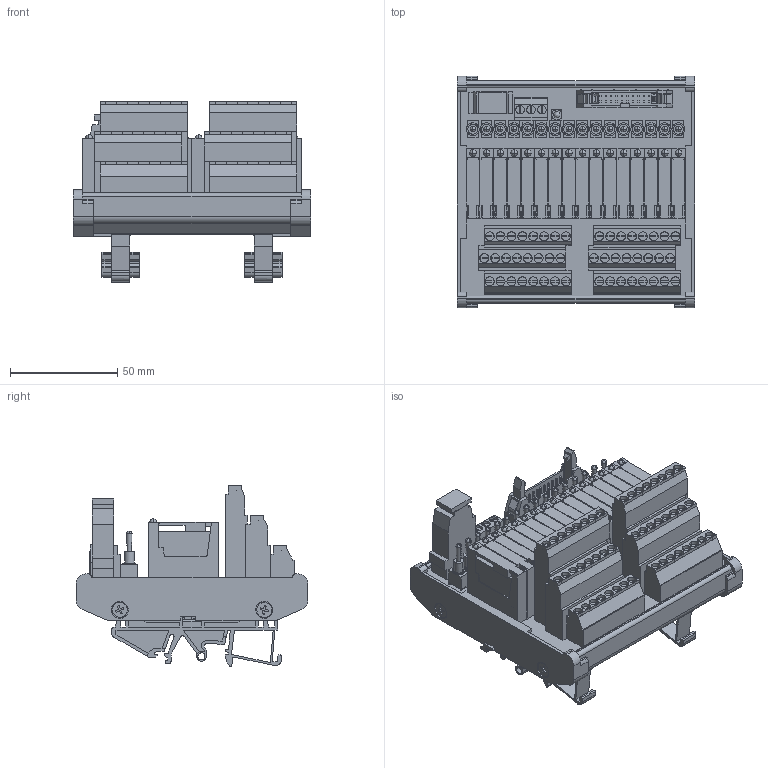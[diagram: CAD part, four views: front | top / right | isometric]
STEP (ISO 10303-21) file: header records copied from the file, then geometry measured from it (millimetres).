
FILE_DESCRIPTION(('CATIA V5R22 STEP214','CAx-IF Rec.Pracs.--- Model Styling and Organization---1.4--- 2014-01-23'),'2;1');
FILE_NAME ('007038-2_0', '2023-01-13T10:05:48+00:00', ('Weidmueller Interface'), ('Weidmueller'), 'CATIA Version 5-6 Release 2016 SP3 HF44', 'CATIA V5 STEP AP214', 'none');
FILE_SCHEMA(('AUTOMOTIVE_DESIGN { 1 0 10303 214 1 1 1 1 }'));
Products named in the file (1): 1129030000_RSM-16 PLC C SW 1CO S
Bounding box: 111.1 x 108.2 x 84.75 mm (x, y, z)
Volume: 254328.6 mm3; surface area: 164944.5 mm2
Topology: 1 solids, 1 shells, 3280 faces, 9452 edges, 6079 vertices
Faces by surface type: plane 2455, cylinder 664, sphere 128, cone 32, bspline 1
Entity records: 115232 total; most frequent: CARTESIAN_POINT 27710, ORIENTED_EDGE 18644, DIRECTION 15155, EDGE_CURVE 9322, VECTOR 7252, LINE 7252, VERTEX_POINT 6079, AXIS2_PLACEMENT_3D 4625
